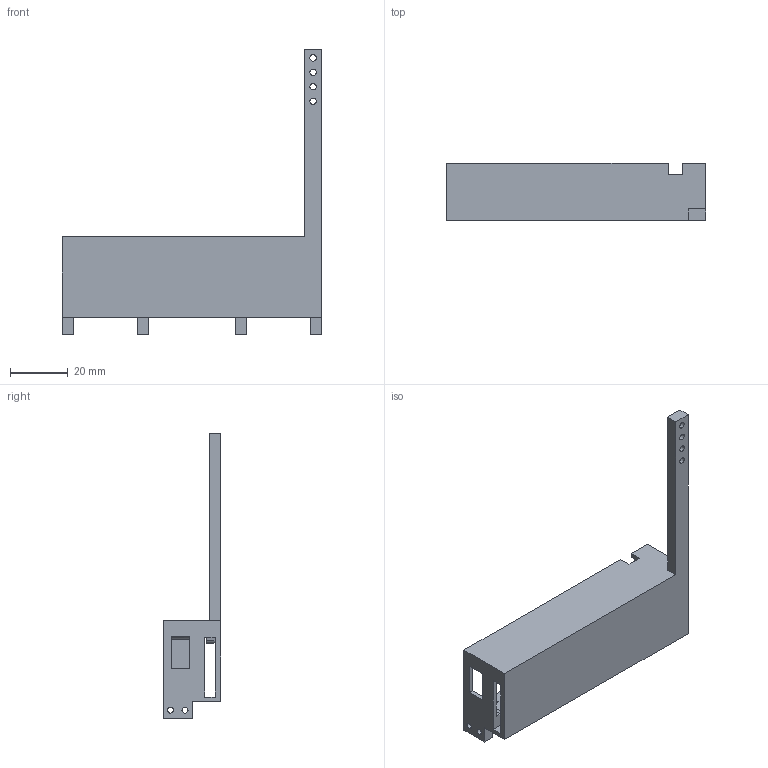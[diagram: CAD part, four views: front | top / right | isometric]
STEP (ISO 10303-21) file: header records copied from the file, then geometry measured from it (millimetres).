
FILE_DESCRIPTION (( 'STEP AP214' ), '1' );
FILE_NAME ('enclosure v4.STEP', '2024-08-27T20:33:13', ( '' ), ( '' ), 'SwSTEP 2.0', 'SolidWorks 2024', '' );
FILE_SCHEMA (( 'AUTOMOTIVE_DESIGN' ));
Length unit declared in the file: millimetre
Products named in the file (1): enclosure v4
Bounding box: 90 x 20 x 99 mm (x, y, z)
Volume: 14345.5 mm3; surface area: 15893.5 mm2
Topology: 1 solids, 1 shells, 130 faces, 367 edges, 242 vertices
Faces by surface type: plane 78, cylinder 44, cone 8
Entity records: 4291 total; most frequent: CARTESIAN_POINT 740, ORIENTED_EDGE 734, DIRECTION 730, EDGE_CURVE 367, VECTOR 266, LINE 266, VERTEX_POINT 242, AXIS2_PLACEMENT_3D 232
